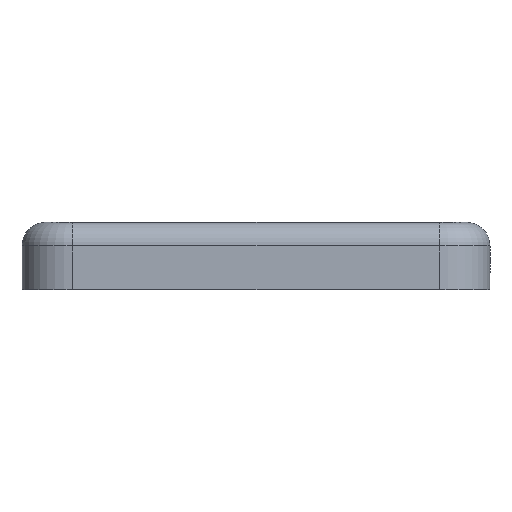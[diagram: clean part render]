
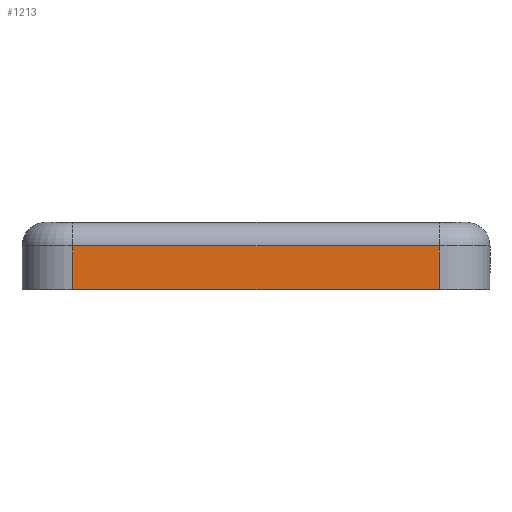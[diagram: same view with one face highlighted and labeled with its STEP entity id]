
A CAD part, left-side view. The second image highlights one B-rep face of the part: STEP entity #1213.
In plain terms, the highlighted face is planar.
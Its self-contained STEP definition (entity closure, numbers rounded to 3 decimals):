
#37=PLANE('',#1367);
#119=LINE('',#2100,#215);
#120=LINE('',#2103,#216);
#121=LINE('',#2104,#217);
#122=LINE('',#2105,#218);
#215=VECTOR('',#1711,1000.);
#216=VECTOR('',#1712,1000.);
#217=VECTOR('',#1713,1000.);
#218=VECTOR('',#1714,1000.);
#487=ORIENTED_EDGE('',*,*,#781,.T.);
#488=ORIENTED_EDGE('',*,*,#782,.F.);
#489=ORIENTED_EDGE('',*,*,#783,.F.);
#490=ORIENTED_EDGE('',*,*,#784,.T.);
#781=EDGE_CURVE('',#918,#919,#119,.T.);
#782=EDGE_CURVE('',#884,#919,#120,.T.);
#783=EDGE_CURVE('',#881,#884,#121,.T.);
#784=EDGE_CURVE('',#881,#918,#122,.T.);
#881=VERTEX_POINT('',#1969);
#884=VERTEX_POINT('',#1977);
#918=VERTEX_POINT('',#2101);
#919=VERTEX_POINT('',#2102);
#1057=EDGE_LOOP('',(#487,#488,#489,#490));
#1133=FACE_BOUND('',#1057,.T.);
#1213=ADVANCED_FACE('',(#1133),#37,.T.);
#1367=AXIS2_PLACEMENT_3D('',#2099,#1709,#1710);
#1709=DIRECTION('',(0.,0.,-1.));
#1710=DIRECTION('',(0.,-1.,0.));
#1711=DIRECTION('',(-1.,0.,0.));
#1712=DIRECTION('',(0.,-1.,0.));
#1713=DIRECTION('',(-1.,0.,0.));
#1714=DIRECTION('',(0.,-1.,0.));
#1969=CARTESIAN_POINT('',(5.45,-0.7,-9.5));
#1977=CARTESIAN_POINT('',(-5.45,-0.7,-9.5));
#2099=CARTESIAN_POINT('',(5.45,0.,-9.5));
#2100=CARTESIAN_POINT('',(5.45,-2.,-9.5));
#2101=CARTESIAN_POINT('',(5.45,-2.,-9.5));
#2102=CARTESIAN_POINT('',(-5.45,-2.,-9.5));
#2103=CARTESIAN_POINT('',(-5.45,0.,-9.5));
#2104=CARTESIAN_POINT('',(5.45,-0.7,-9.5));
#2105=CARTESIAN_POINT('',(5.45,0.,-9.5));
